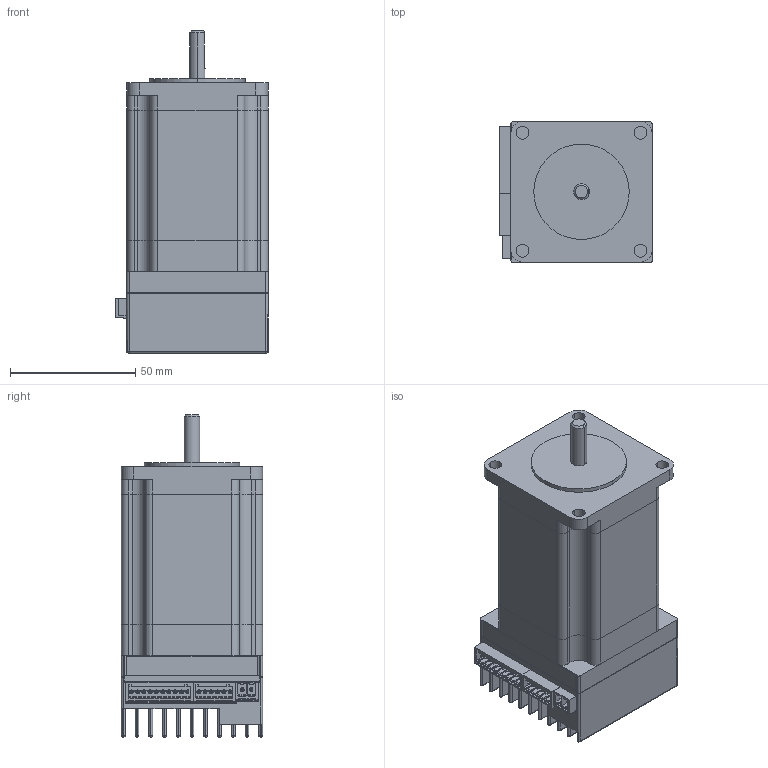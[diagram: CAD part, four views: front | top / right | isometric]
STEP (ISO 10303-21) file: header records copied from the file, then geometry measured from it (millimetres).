
FILE_DESCRIPTION (( 'STEP AP203' ), '1' );
FILE_NAME ('stepIM_IST-23M12CO10.STEP', '2015-05-10T21:39:19', ( '' ), ( '' ), 'SwSTEP 2.0', 'SolidWorks 2013', '' );
FILE_SCHEMA (( 'CONFIG_CONTROL_DESIGN' ));
Length unit declared in the file: millimetre
Products named in the file (1): stepIM_IST-23M12CO10
Bounding box: 60.8 x 56.4 x 128.6 mm (x, y, z)
Volume: 260198.7 mm3; surface area: 84880.2 mm2
Topology: 16 solids, 17 shells, 2027 faces, 5172 edges, 3340 vertices
Faces by surface type: plane 1230, cylinder 638, torus 72, bspline 63, cone 24
Entity records: 63831 total; most frequent: CARTESIAN_POINT 13796, DIRECTION 10392, ORIENTED_EDGE 10336, EDGE_CURVE 5168, LINE 3588, VECTOR 3588, AXIS2_PLACEMENT_3D 3402, VERTEX_POINT 3340
